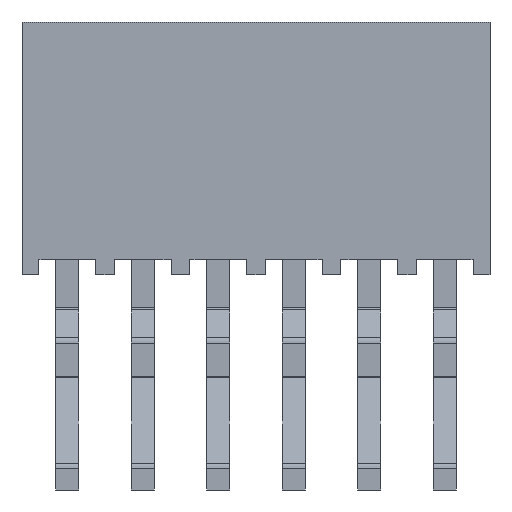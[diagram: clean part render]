
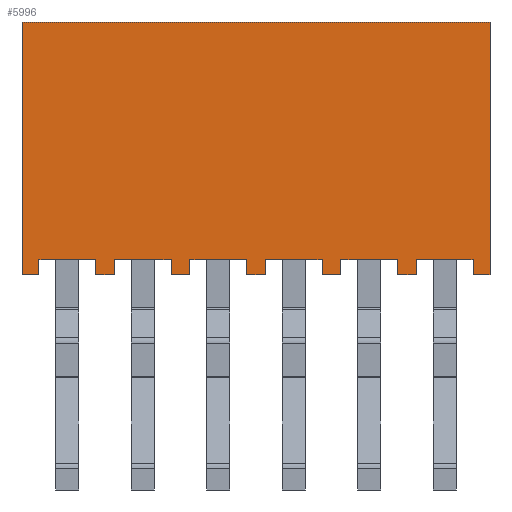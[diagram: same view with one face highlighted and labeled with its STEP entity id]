
A CAD part, front view. The second image highlights one B-rep face of the part: STEP entity #5996.
In plain terms, the highlighted face is planar.
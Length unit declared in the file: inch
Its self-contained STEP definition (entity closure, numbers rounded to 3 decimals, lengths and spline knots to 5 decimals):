
#203=ORIENTED_EDGE('',*,*,#2003,.F.);
#204=ORIENTED_EDGE('',*,*,#2004,.T.);
#205=ORIENTED_EDGE('',*,*,#2005,.F.);
#206=ORIENTED_EDGE('',*,*,#2006,.F.);
#207=ORIENTED_EDGE('',*,*,#2007,.T.);
#208=ORIENTED_EDGE('',*,*,#2008,.T.);
#209=ORIENTED_EDGE('',*,*,#2009,.F.);
#210=ORIENTED_EDGE('',*,*,#2010,.F.);
#211=ORIENTED_EDGE('',*,*,#2011,.F.);
#212=ORIENTED_EDGE('',*,*,#2012,.T.);
#213=ORIENTED_EDGE('',*,*,#2013,.F.);
#214=ORIENTED_EDGE('',*,*,#2014,.F.);
#215=ORIENTED_EDGE('',*,*,#2015,.F.);
#216=ORIENTED_EDGE('',*,*,#2016,.T.);
#217=ORIENTED_EDGE('',*,*,#2017,.F.);
#218=ORIENTED_EDGE('',*,*,#2018,.F.);
#219=ORIENTED_EDGE('',*,*,#2019,.F.);
#220=ORIENTED_EDGE('',*,*,#2020,.T.);
#221=ORIENTED_EDGE('',*,*,#2021,.F.);
#222=ORIENTED_EDGE('',*,*,#2022,.F.);
#223=ORIENTED_EDGE('',*,*,#2023,.F.);
#224=ORIENTED_EDGE('',*,*,#2024,.T.);
#225=ORIENTED_EDGE('',*,*,#2025,.F.);
#226=ORIENTED_EDGE('',*,*,#2026,.F.);
#227=ORIENTED_EDGE('',*,*,#2027,.F.);
#228=ORIENTED_EDGE('',*,*,#2028,.T.);
#229=ORIENTED_EDGE('',*,*,#2029,.F.);
#230=ORIENTED_EDGE('',*,*,#2030,.F.);
#2003=EDGE_CURVE('',#2903,#2904,#3503,.T.);
#2004=EDGE_CURVE('',#2903,#2905,#3504,.T.);
#2005=EDGE_CURVE('',#2906,#2905,#3505,.T.);
#2006=EDGE_CURVE('',#2907,#2906,#3506,.T.);
#2007=EDGE_CURVE('',#2907,#2908,#3507,.T.);
#2008=EDGE_CURVE('',#2908,#2909,#3508,.T.);
#2009=EDGE_CURVE('',#2910,#2909,#3509,.T.);
#2010=EDGE_CURVE('',#2911,#2910,#3510,.T.);
#2011=EDGE_CURVE('',#2912,#2911,#3511,.T.);
#2012=EDGE_CURVE('',#2912,#2913,#3512,.T.);
#2013=EDGE_CURVE('',#2914,#2913,#3513,.T.);
#2014=EDGE_CURVE('',#2915,#2914,#3514,.T.);
#2015=EDGE_CURVE('',#2916,#2915,#3515,.T.);
#2016=EDGE_CURVE('',#2916,#2917,#3516,.T.);
#2017=EDGE_CURVE('',#2918,#2917,#3517,.T.);
#2018=EDGE_CURVE('',#2919,#2918,#3518,.T.);
#2019=EDGE_CURVE('',#2920,#2919,#3519,.T.);
#2020=EDGE_CURVE('',#2920,#2921,#3520,.T.);
#2021=EDGE_CURVE('',#2922,#2921,#3521,.T.);
#2022=EDGE_CURVE('',#2923,#2922,#3522,.T.);
#2023=EDGE_CURVE('',#2924,#2923,#3523,.T.);
#2024=EDGE_CURVE('',#2924,#2925,#3524,.T.);
#2025=EDGE_CURVE('',#2926,#2925,#3525,.T.);
#2026=EDGE_CURVE('',#2927,#2926,#3526,.T.);
#2027=EDGE_CURVE('',#2928,#2927,#3527,.T.);
#2028=EDGE_CURVE('',#2928,#2929,#3528,.T.);
#2029=EDGE_CURVE('',#2930,#2929,#3529,.T.);
#2030=EDGE_CURVE('',#2904,#2930,#3530,.T.);
#2903=VERTEX_POINT('',#8397);
#2904=VERTEX_POINT('',#8398);
#2905=VERTEX_POINT('',#8400);
#2906=VERTEX_POINT('',#8402);
#2907=VERTEX_POINT('',#8404);
#2908=VERTEX_POINT('',#8406);
#2909=VERTEX_POINT('',#8408);
#2910=VERTEX_POINT('',#8410);
#2911=VERTEX_POINT('',#8412);
#2912=VERTEX_POINT('',#8414);
#2913=VERTEX_POINT('',#8416);
#2914=VERTEX_POINT('',#8418);
#2915=VERTEX_POINT('',#8420);
#2916=VERTEX_POINT('',#8422);
#2917=VERTEX_POINT('',#8424);
#2918=VERTEX_POINT('',#8426);
#2919=VERTEX_POINT('',#8428);
#2920=VERTEX_POINT('',#8430);
#2921=VERTEX_POINT('',#8432);
#2922=VERTEX_POINT('',#8434);
#2923=VERTEX_POINT('',#8436);
#2924=VERTEX_POINT('',#8438);
#2925=VERTEX_POINT('',#8440);
#2926=VERTEX_POINT('',#8442);
#2927=VERTEX_POINT('',#8444);
#2928=VERTEX_POINT('',#8446);
#2929=VERTEX_POINT('',#8448);
#2930=VERTEX_POINT('',#8450);
#3503=LINE('',#8396,#4307);
#3504=LINE('',#8399,#4308);
#3505=LINE('',#8401,#4309);
#3506=LINE('',#8403,#4310);
#3507=LINE('',#8405,#4311);
#3508=LINE('',#8407,#4312);
#3509=LINE('',#8409,#4313);
#3510=LINE('',#8411,#4314);
#3511=LINE('',#8413,#4315);
#3512=LINE('',#8415,#4316);
#3513=LINE('',#8417,#4317);
#3514=LINE('',#8419,#4318);
#3515=LINE('',#8421,#4319);
#3516=LINE('',#8423,#4320);
#3517=LINE('',#8425,#4321);
#3518=LINE('',#8427,#4322);
#3519=LINE('',#8429,#4323);
#3520=LINE('',#8431,#4324);
#3521=LINE('',#8433,#4325);
#3522=LINE('',#8435,#4326);
#3523=LINE('',#8437,#4327);
#3524=LINE('',#8439,#4328);
#3525=LINE('',#8441,#4329);
#3526=LINE('',#8443,#4330);
#3527=LINE('',#8445,#4331);
#3528=LINE('',#8447,#4332);
#3529=LINE('',#8449,#4333);
#3530=LINE('',#8451,#4334);
#4307=VECTOR('',#6761,39.37008);
#4308=VECTOR('',#6762,39.37008);
#4309=VECTOR('',#6763,39.37008);
#4310=VECTOR('',#6764,39.37008);
#4311=VECTOR('',#6765,39.37008);
#4312=VECTOR('',#6766,39.37008);
#4313=VECTOR('',#6767,39.37008);
#4314=VECTOR('',#6768,39.37008);
#4315=VECTOR('',#6769,39.37008);
#4316=VECTOR('',#6770,39.37008);
#4317=VECTOR('',#6771,39.37008);
#4318=VECTOR('',#6772,39.37008);
#4319=VECTOR('',#6773,39.37008);
#4320=VECTOR('',#6774,39.37008);
#4321=VECTOR('',#6775,39.37008);
#4322=VECTOR('',#6776,39.37008);
#4323=VECTOR('',#6777,39.37008);
#4324=VECTOR('',#6778,39.37008);
#4325=VECTOR('',#6779,39.37008);
#4326=VECTOR('',#6780,39.37008);
#4327=VECTOR('',#6781,39.37008);
#4328=VECTOR('',#6782,39.37008);
#4329=VECTOR('',#6783,39.37008);
#4330=VECTOR('',#6784,39.37008);
#4331=VECTOR('',#6785,39.37008);
#4332=VECTOR('',#6786,39.37008);
#4333=VECTOR('',#6787,39.37008);
#4334=VECTOR('',#6788,39.37008);
#5084=EDGE_LOOP('',(#203,#204,#205,#206,#207,#208,#209,#210,#211,#212,#213,
#214,#215,#216,#217,#218,#219,#220,#221,#222,#223,#224,#225,#226,#227,#228,
#229,#230));
#5412=FACE_BOUND('',#5084,.T.);
#5740=PLANE('',#6326);
#5996=ADVANCED_FACE('',(#5412),#5740,.F.);
#6326=AXIS2_PLACEMENT_3D('',#8395,#6759,#6760);
#6759=DIRECTION('',(0.,0.,-1.));
#6760=DIRECTION('',(-1.,0.,0.));
#6761=DIRECTION('',(0.,1.,0.));
#6762=DIRECTION('',(1.,0.,0.));
#6763=DIRECTION('',(0.,-1.,0.));
#6764=DIRECTION('',(1.,0.,0.));
#6765=DIRECTION('',(0.,-1.,0.));
#6766=DIRECTION('',(1.,0.,0.));
#6767=DIRECTION('',(0.,-1.,0.));
#6768=DIRECTION('',(-1.,0.,0.));
#6769=DIRECTION('',(0.,1.,0.));
#6770=DIRECTION('',(1.,0.,0.));
#6771=DIRECTION('',(0.,-1.,0.));
#6772=DIRECTION('',(-1.,0.,0.));
#6773=DIRECTION('',(0.,1.,0.));
#6774=DIRECTION('',(1.,0.,0.));
#6775=DIRECTION('',(0.,-1.,0.));
#6776=DIRECTION('',(-1.,0.,0.));
#6777=DIRECTION('',(0.,1.,0.));
#6778=DIRECTION('',(1.,0.,0.));
#6779=DIRECTION('',(0.,-1.,0.));
#6780=DIRECTION('',(-1.,0.,0.));
#6781=DIRECTION('',(0.,1.,0.));
#6782=DIRECTION('',(1.,0.,0.));
#6783=DIRECTION('',(0.,-1.,0.));
#6784=DIRECTION('',(-1.,0.,0.));
#6785=DIRECTION('',(0.,1.,0.));
#6786=DIRECTION('',(1.,0.,0.));
#6787=DIRECTION('',(0.,-1.,0.));
#6788=DIRECTION('',(-1.,0.,0.));
#8395=CARTESIAN_POINT('',(-0.31,0.335,0.0975));
#8396=CARTESIAN_POINT('',(0.2875,0.,0.0975));
#8397=CARTESIAN_POINT('',(0.2875,0.,0.0975));
#8398=CARTESIAN_POINT('',(0.2875,0.02,0.0975));
#8399=CARTESIAN_POINT('',(-0.31,0.,0.0975));
#8400=CARTESIAN_POINT('',(0.31,0.,0.0975));
#8401=CARTESIAN_POINT('',(0.31,0.335,0.0975));
#8402=CARTESIAN_POINT('',(0.31,0.335,0.0975));
#8403=CARTESIAN_POINT('',(-0.31,0.335,0.0975));
#8404=CARTESIAN_POINT('',(-0.31,0.335,0.0975));
#8405=CARTESIAN_POINT('',(-0.31,0.335,0.0975));
#8406=CARTESIAN_POINT('',(-0.31,0.,0.0975));
#8407=CARTESIAN_POINT('',(-0.31,0.,0.0975));
#8408=CARTESIAN_POINT('',(-0.2875,0.,0.0975));
#8409=CARTESIAN_POINT('',(-0.2875,0.02,0.0975));
#8410=CARTESIAN_POINT('',(-0.2875,0.02,0.0975));
#8411=CARTESIAN_POINT('',(-0.2125,0.02,0.0975));
#8412=CARTESIAN_POINT('',(-0.2125,0.02,0.0975));
#8413=CARTESIAN_POINT('',(-0.2125,0.,0.0975));
#8414=CARTESIAN_POINT('',(-0.2125,0.,0.0975));
#8415=CARTESIAN_POINT('',(-0.31,0.,0.0975));
#8416=CARTESIAN_POINT('',(-0.1875,0.,0.0975));
#8417=CARTESIAN_POINT('',(-0.1875,0.02,0.0975));
#8418=CARTESIAN_POINT('',(-0.1875,0.02,0.0975));
#8419=CARTESIAN_POINT('',(-0.1125,0.02,0.0975));
#8420=CARTESIAN_POINT('',(-0.1125,0.02,0.0975));
#8421=CARTESIAN_POINT('',(-0.1125,0.,0.0975));
#8422=CARTESIAN_POINT('',(-0.1125,0.,0.0975));
#8423=CARTESIAN_POINT('',(-0.31,0.,0.0975));
#8424=CARTESIAN_POINT('',(-0.0875,0.,0.0975));
#8425=CARTESIAN_POINT('',(-0.0875,0.02,0.0975));
#8426=CARTESIAN_POINT('',(-0.0875,0.02,0.0975));
#8427=CARTESIAN_POINT('',(-0.0125,0.02,0.0975));
#8428=CARTESIAN_POINT('',(-0.0125,0.02,0.0975));
#8429=CARTESIAN_POINT('',(-0.0125,0.,0.0975));
#8430=CARTESIAN_POINT('',(-0.0125,0.,0.0975));
#8431=CARTESIAN_POINT('',(-0.31,0.,0.0975));
#8432=CARTESIAN_POINT('',(0.0125,0.,0.0975));
#8433=CARTESIAN_POINT('',(0.0125,0.02,0.0975));
#8434=CARTESIAN_POINT('',(0.0125,0.02,0.0975));
#8435=CARTESIAN_POINT('',(0.0875,0.02,0.0975));
#8436=CARTESIAN_POINT('',(0.0875,0.02,0.0975));
#8437=CARTESIAN_POINT('',(0.0875,0.,0.0975));
#8438=CARTESIAN_POINT('',(0.0875,0.,0.0975));
#8439=CARTESIAN_POINT('',(-0.31,0.,0.0975));
#8440=CARTESIAN_POINT('',(0.1125,0.,0.0975));
#8441=CARTESIAN_POINT('',(0.1125,0.02,0.0975));
#8442=CARTESIAN_POINT('',(0.1125,0.02,0.0975));
#8443=CARTESIAN_POINT('',(0.1875,0.02,0.0975));
#8444=CARTESIAN_POINT('',(0.1875,0.02,0.0975));
#8445=CARTESIAN_POINT('',(0.1875,0.,0.0975));
#8446=CARTESIAN_POINT('',(0.1875,0.,0.0975));
#8447=CARTESIAN_POINT('',(-0.31,0.,0.0975));
#8448=CARTESIAN_POINT('',(0.2125,0.,0.0975));
#8449=CARTESIAN_POINT('',(0.2125,0.02,0.0975));
#8450=CARTESIAN_POINT('',(0.2125,0.02,0.0975));
#8451=CARTESIAN_POINT('',(0.2875,0.02,0.0975));
